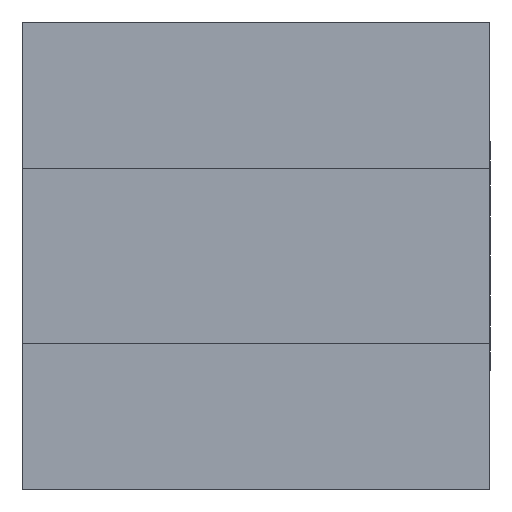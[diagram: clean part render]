
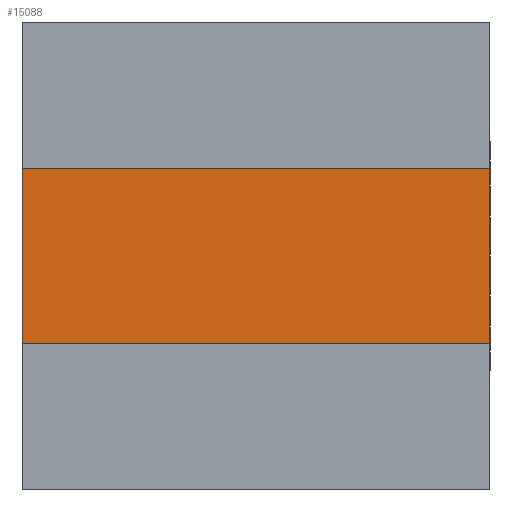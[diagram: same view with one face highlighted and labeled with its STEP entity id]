
A CAD part, left-side view. The second image highlights one B-rep face of the part: STEP entity #15088.
In plain terms, the highlighted planar face has unit normal (-1, 0, 0).
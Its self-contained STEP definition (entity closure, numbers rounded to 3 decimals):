
#697 = EDGE_CURVE ( 'NONE', #28449, #34324, #10455, .T. ) ;
#1168 = ORIENTED_EDGE ( 'NONE', *, *, #5370, .T. ) ;
#3064 = DIRECTION ( 'NONE',  ( 0., 0., -1. ) ) ;
#3260 = PLANE ( 'NONE',  #30544 ) ;
#3481 = EDGE_LOOP ( 'NONE', ( #1168, #35617, #28216, #37284 ) ) ;
#5370 = EDGE_CURVE ( 'NONE', #28449, #15125, #7359, .T. ) ;
#6028 = CARTESIAN_POINT ( 'NONE',  ( 409.771, 0., 12.5 ) ) ;
#7359 = LINE ( 'NONE', #26052, #17949 ) ;
#8040 = CARTESIAN_POINT ( 'NONE',  ( 409.771, -135.47, 12.5 ) ) ;
#8059 = CARTESIAN_POINT ( 'NONE',  ( 409.771, -175.47, 12.5 ) ) ;
#9171 = FACE_OUTER_BOUND ( 'NONE', #3481, .T. ) ;
#10455 = LINE ( 'NONE', #18953, #15388 ) ;
#12334 = DIRECTION ( 'NONE',  ( 1., 0., 0. ) ) ;
#15088 = ADVANCED_FACE ( 'NONE', ( #9171 ), #3260, .F. ) ;
#15125 = VERTEX_POINT ( 'NONE', #8059 ) ;
#15388 = VECTOR ( 'NONE', #16750, 1000. ) ;
#16750 = DIRECTION ( 'NONE',  ( 0., 0., 1. ) ) ;
#17835 = LINE ( 'NONE', #38289, #27436 ) ;
#17949 = VECTOR ( 'NONE', #37465, 1000. ) ;
#18953 = CARTESIAN_POINT ( 'NONE',  ( 409.771, -135.47, 40. ) ) ;
#20448 = EDGE_CURVE ( 'NONE', #21815, #15125, #17835, .T. ) ;
#21815 = VERTEX_POINT ( 'NONE', #23938 ) ;
#23938 = CARTESIAN_POINT ( 'NONE',  ( 409.771, -175.47, 27.5 ) ) ;
#25811 = DIRECTION ( 'NONE',  ( 0., -1., 0. ) ) ;
#26052 = CARTESIAN_POINT ( 'NONE',  ( 409.771, 0., 12.5 ) ) ;
#27436 = VECTOR ( 'NONE', #35900, 1000. ) ;
#28216 = ORIENTED_EDGE ( 'NONE', *, *, #35561, .F. ) ;
#28449 = VERTEX_POINT ( 'NONE', #8040 ) ;
#28749 = LINE ( 'NONE', #34640, #36298 ) ;
#30544 = AXIS2_PLACEMENT_3D ( 'NONE', #6028, #12334, #3064 ) ;
#34324 = VERTEX_POINT ( 'NONE', #37545 ) ;
#34640 = CARTESIAN_POINT ( 'NONE',  ( 409.771, 0., 27.5 ) ) ;
#35561 = EDGE_CURVE ( 'NONE', #34324, #21815, #28749, .T. ) ;
#35617 = ORIENTED_EDGE ( 'NONE', *, *, #20448, .F. ) ;
#35900 = DIRECTION ( 'NONE',  ( 0., 0., -1. ) ) ;
#36298 = VECTOR ( 'NONE', #25811, 1000. ) ;
#37284 = ORIENTED_EDGE ( 'NONE', *, *, #697, .F. ) ;
#37465 = DIRECTION ( 'NONE',  ( 0., -1., 0. ) ) ;
#37545 = CARTESIAN_POINT ( 'NONE',  ( 409.771, -135.47, 27.5 ) ) ;
#38289 = CARTESIAN_POINT ( 'NONE',  ( 409.771, -175.47, 40. ) ) ;
